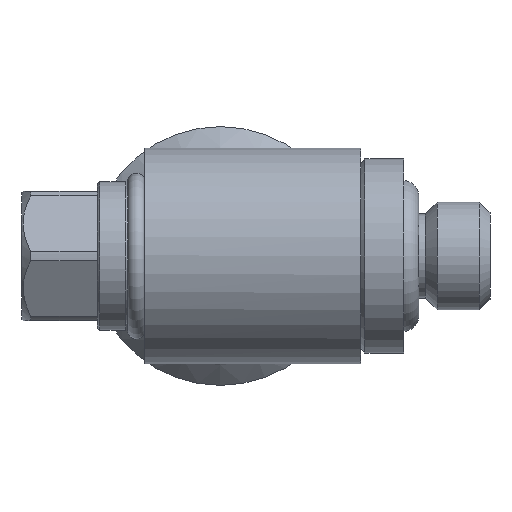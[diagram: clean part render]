
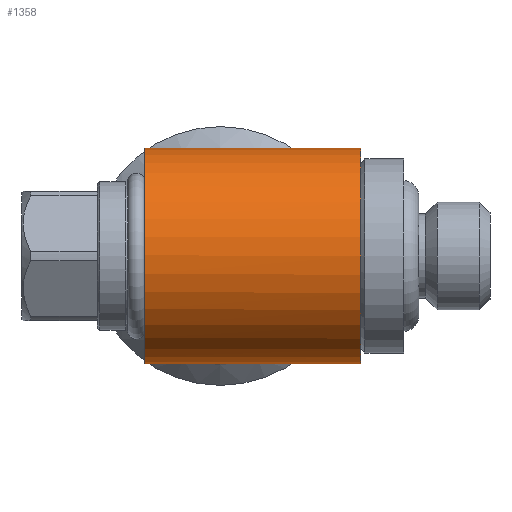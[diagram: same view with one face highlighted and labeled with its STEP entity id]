
A CAD part, left-side view. The second image highlights one B-rep face of the part: STEP entity #1358.
In plain terms, the highlighted cylindrical face has radius 5 mm (diameter 10 mm), a full revolution.
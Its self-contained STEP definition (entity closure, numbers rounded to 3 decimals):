
#48=B_SPLINE_CURVE_WITH_KNOTS('',3,(#2058,#2059,#2060,#2061,#2062,#2063,
#2064,#2065,#2066,#2067,#2068,#2069,#2070,#2071,#2072,#2073,#2074,#2075,
#2076,#2077,#2078,#2079,#2080,#2081,#2082,#2083,#2084,#2085,#2086,#2087,
#2088,#2089,#2090,#2091,#2092,#2093,#2094,#2095,#2096,#2097,#2098,#2099,
#2100,#2101),.UNSPECIFIED.,.F.,.F.,(4,1,1,1,1,1,1,1,1,1,1,1,1,1,1,1,1,1,
1,1,1,1,1,1,1,1,1,1,1,1,1,1,1,1,1,1,1,1,1,1,1,4),(0.,0.031,0.063,0.094,
0.109,0.125,0.141,0.156,0.188,0.219,0.234,0.25,0.266,0.281,
0.313,0.375,0.406,0.438,0.469,0.5,0.531,0.563,0.594,0.625,0.688,
0.719,0.734,0.75,0.766,0.781,0.813,0.844,0.859,0.875,0.891,
0.906,0.938,0.953,0.969,0.984,0.992,1.),.UNSPECIFIED.);
#123=CYLINDRICAL_SURFACE('',#1492,5.);
#291=ORIENTED_EDGE('',*,*,#361,.T.);
#292=ORIENTED_EDGE('',*,*,#431,.T.);
#293=ORIENTED_EDGE('',*,*,#432,.T.);
#361=EDGE_CURVE('',#465,#465,#539,.T.);
#431=EDGE_CURVE('',#514,#515,#48,.T.);
#432=EDGE_CURVE('',#515,#514,#582,.T.);
#465=VERTEX_POINT('',#1854);
#514=VERTEX_POINT('',#2102);
#515=VERTEX_POINT('',#2103);
#539=CIRCLE('',#1402,5.);
#582=CIRCLE('',#1493,5.);
#677=EDGE_LOOP('',(#291));
#678=EDGE_LOOP('',(#292,#293));
#786=FACE_BOUND('',#677,.T.);
#787=FACE_BOUND('',#678,.T.);
#1358=ADVANCED_FACE('',(#786,#787),#123,.T.);
#1402=AXIS2_PLACEMENT_3D('',#1853,#1564,#1565);
#1492=AXIS2_PLACEMENT_3D('',#2057,#1762,#1763);
#1493=AXIS2_PLACEMENT_3D('',#2104,#1764,#1765);
#1564=DIRECTION('',(0.,1.,0.));
#1565=DIRECTION('',(0.,0.,1.));
#1762=DIRECTION('',(0.,-1.,0.));
#1763=DIRECTION('',(0.,0.,1.));
#1764=DIRECTION('',(0.,-1.,0.));
#1765=DIRECTION('',(0.,0.,-1.));
#1853=CARTESIAN_POINT('',(0.,6.,0.));
#1854=CARTESIAN_POINT('',(0.,6.,5.));
#2057=CARTESIAN_POINT('',(0.,26.086,0.));
#2058=CARTESIAN_POINT('',(4.288,16.,-2.571));
#2059=CARTESIAN_POINT('',(4.184,15.842,-2.746));
#2060=CARTESIAN_POINT('',(3.991,15.553,-3.025));
#2061=CARTESIAN_POINT('',(3.679,15.037,-3.397));
#2062=CARTESIAN_POINT('',(3.408,14.53,-3.662));
#2063=CARTESIAN_POINT('',(3.23,14.128,-3.817));
#2064=CARTESIAN_POINT('',(3.12,13.844,-3.908));
#2065=CARTESIAN_POINT('',(3.004,13.477,-3.998));
#2066=CARTESIAN_POINT('',(2.902,13.022,-4.072));
#2067=CARTESIAN_POINT('',(2.852,12.453,-4.107));
#2068=CARTESIAN_POINT('',(2.916,11.892,-4.062));
#2069=CARTESIAN_POINT('',(3.027,11.439,-3.98));
#2070=CARTESIAN_POINT('',(3.15,11.073,-3.884));
#2071=CARTESIAN_POINT('',(3.265,10.792,-3.788));
#2072=CARTESIAN_POINT('',(3.447,10.394,-3.627));
#2073=CARTESIAN_POINT('',(3.828,9.695,-3.243));
#2074=CARTESIAN_POINT('',(4.232,9.076,-2.716));
#2075=CARTESIAN_POINT('',(4.613,8.529,-1.962));
#2076=CARTESIAN_POINT('',(4.817,8.248,-1.393));
#2077=CARTESIAN_POINT('',(4.97,8.041,-0.692));
#2078=CARTESIAN_POINT('',(5.015,7.98,0.));
#2079=CARTESIAN_POINT('',(4.97,8.041,0.691));
#2080=CARTESIAN_POINT('',(4.817,8.248,1.393));
#2081=CARTESIAN_POINT('',(4.613,8.529,1.961));
#2082=CARTESIAN_POINT('',(4.232,9.076,2.716));
#2083=CARTESIAN_POINT('',(3.828,9.694,3.243));
#2084=CARTESIAN_POINT('',(3.447,10.394,3.626));
#2085=CARTESIAN_POINT('',(3.265,10.792,3.788));
#2086=CARTESIAN_POINT('',(3.15,11.073,3.884));
#2087=CARTESIAN_POINT('',(3.027,11.438,3.98));
#2088=CARTESIAN_POINT('',(2.917,11.891,4.062));
#2089=CARTESIAN_POINT('',(2.852,12.453,4.107));
#2090=CARTESIAN_POINT('',(2.902,13.022,4.072));
#2091=CARTESIAN_POINT('',(3.004,13.477,3.998));
#2092=CARTESIAN_POINT('',(3.12,13.844,3.908));
#2093=CARTESIAN_POINT('',(3.23,14.128,3.817));
#2094=CARTESIAN_POINT('',(3.408,14.529,3.663));
#2095=CARTESIAN_POINT('',(3.627,14.939,3.448));
#2096=CARTESIAN_POINT('',(3.832,15.289,3.215));
#2097=CARTESIAN_POINT('',(3.984,15.536,3.026));
#2098=CARTESIAN_POINT('',(4.126,15.757,2.826));
#2099=CARTESIAN_POINT('',(4.197,15.862,2.719));
#2100=CARTESIAN_POINT('',(4.256,15.951,2.624));
#2101=CARTESIAN_POINT('',(4.288,16.,2.571));
#2102=CARTESIAN_POINT('',(4.288,16.,-2.571));
#2103=CARTESIAN_POINT('',(4.288,16.,2.571));
#2104=CARTESIAN_POINT('',(0.,16.,0.));
